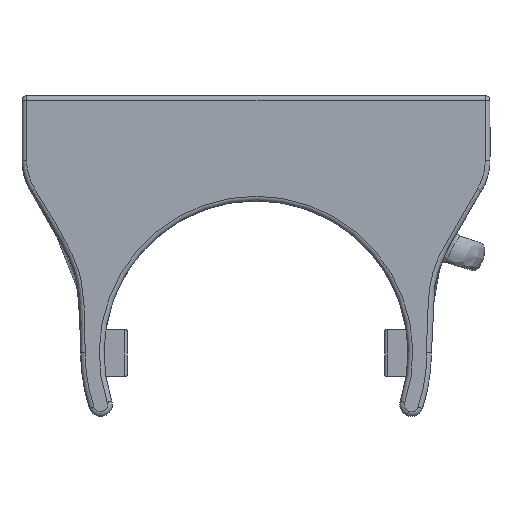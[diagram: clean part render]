
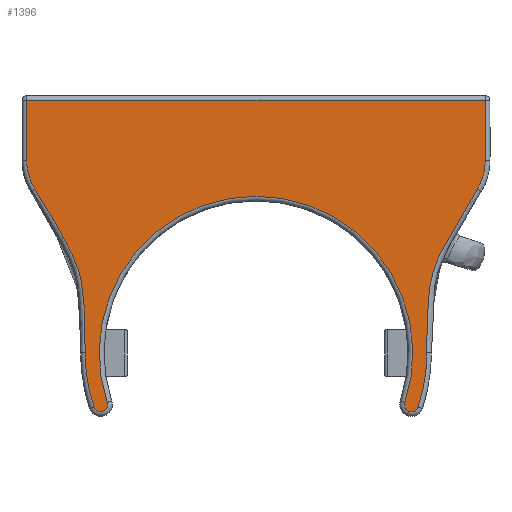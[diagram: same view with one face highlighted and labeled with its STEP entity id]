
A CAD part, front view. The second image highlights one B-rep face of the part: STEP entity #1396.
In plain terms, the highlighted planar face has unit normal (0, -1, 0).
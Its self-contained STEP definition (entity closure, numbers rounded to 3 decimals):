
#63=B_SPLINE_CURVE_WITH_KNOTS('',3,(#2773,#2774,#2775,#2776),
 .UNSPECIFIED.,.F.,.F.,(4,4),(0.,0.256),.UNSPECIFIED.);
#65=B_SPLINE_CURVE_WITH_KNOTS('',3,(#2828,#2829,#2830,#2831,#2832,#2833,
#2834,#2835),.UNSPECIFIED.,.F.,.F.,(4,1,1,1,1,4),(0.,0.215,
0.322,0.644,1.073,1.503),
 .UNSPECIFIED.);
#66=B_SPLINE_CURVE_WITH_KNOTS('',3,(#2908,#2909,#2910,#2911,#2912,#2913,
#2914),.UNSPECIFIED.,.F.,.F.,(4,1,1,1,4),(-1.502,-1.073,
-0.644,-0.429,0.),.UNSPECIFIED.);
#68=B_SPLINE_CURVE_WITH_KNOTS('',3,(#2942,#2943,#2944,#2945),
 .UNSPECIFIED.,.F.,.F.,(4,4),(0.,0.256),.UNSPECIFIED.);
#132=CIRCLE('',#1466,14.6);
#135=CIRCLE('',#1470,0.6);
#138=CIRCLE('',#1474,13.4);
#141=CIRCLE('',#1478,0.6);
#144=CIRCLE('',#1482,0.6);
#147=CIRCLE('',#1486,14.6);
#227=PLANE('',#1565);
#306=FACE_OUTER_BOUND('',#401,.T.);
#401=EDGE_LOOP('',(#1199,#1200,#1201,#1202,#1203,#1204,#1205,#1206,#1207,
#1208,#1209,#1210,#1211));
#458=LINE('',#2744,#514);
#460=LINE('',#2950,#516);
#481=LINE('',#3589,#537);
#514=VECTOR('',#1694,10.);
#516=VECTOR('',#1756,10.);
#537=VECTOR('',#1921,10.);
#579=VERTEX_POINT('',#2735);
#582=VERTEX_POINT('',#2742);
#584=VERTEX_POINT('',#2771);
#586=VERTEX_POINT('',#2826);
#588=VERTEX_POINT('',#2838);
#590=VERTEX_POINT('',#2844);
#592=VERTEX_POINT('',#2850);
#594=VERTEX_POINT('',#2856);
#596=VERTEX_POINT('',#2862);
#597=VERTEX_POINT('',#2867);
#598=VERTEX_POINT('',#2906);
#600=VERTEX_POINT('',#2940);
#602=VERTEX_POINT('',#2948);
#721=EDGE_CURVE('',#582,#579,#458,.T.);
#725=EDGE_CURVE('',#584,#582,#63,.T.);
#728=EDGE_CURVE('',#586,#584,#65,.T.);
#730=EDGE_CURVE('',#588,#586,#132,.T.);
#733=EDGE_CURVE('',#590,#588,#135,.T.);
#736=EDGE_CURVE('',#592,#590,#138,.T.);
#739=EDGE_CURVE('',#594,#592,#141,.T.);
#742=EDGE_CURVE('',#596,#594,#144,.T.);
#745=EDGE_CURVE('',#597,#596,#147,.T.);
#748=EDGE_CURVE('',#598,#597,#66,.T.);
#751=EDGE_CURVE('',#600,#598,#68,.T.);
#753=EDGE_CURVE('',#602,#600,#460,.T.);
#845=EDGE_CURVE('',#579,#602,#481,.T.);
#1199=ORIENTED_EDGE('',*,*,#753,.F.);
#1200=ORIENTED_EDGE('',*,*,#845,.F.);
#1201=ORIENTED_EDGE('',*,*,#721,.F.);
#1202=ORIENTED_EDGE('',*,*,#725,.F.);
#1203=ORIENTED_EDGE('',*,*,#728,.F.);
#1204=ORIENTED_EDGE('',*,*,#730,.F.);
#1205=ORIENTED_EDGE('',*,*,#733,.F.);
#1206=ORIENTED_EDGE('',*,*,#736,.F.);
#1207=ORIENTED_EDGE('',*,*,#739,.F.);
#1208=ORIENTED_EDGE('',*,*,#742,.F.);
#1209=ORIENTED_EDGE('',*,*,#745,.F.);
#1210=ORIENTED_EDGE('',*,*,#748,.F.);
#1211=ORIENTED_EDGE('',*,*,#751,.F.);
#1396=ADVANCED_FACE('',(#306),#227,.F.);
#1466=AXIS2_PLACEMENT_3D('',#2840,#1704,#1705);
#1470=AXIS2_PLACEMENT_3D('',#2846,#1712,#1713);
#1474=AXIS2_PLACEMENT_3D('',#2852,#1720,#1721);
#1478=AXIS2_PLACEMENT_3D('',#2858,#1728,#1729);
#1482=AXIS2_PLACEMENT_3D('',#2864,#1736,#1737);
#1486=AXIS2_PLACEMENT_3D('',#2869,#1744,#1745);
#1565=AXIS2_PLACEMENT_3D('',#3592,#1925,#1926);
#1694=DIRECTION('',(0.,0.,1.));
#1704=DIRECTION('center_axis',(0.,1.,0.));
#1705=DIRECTION('ref_axis',(-0.987,0.,-0.16));
#1712=DIRECTION('center_axis',(0.,1.,0.));
#1713=DIRECTION('ref_axis',(0.316,0.,-0.949));
#1720=DIRECTION('center_axis',(0.,-1.,0.));
#1721=DIRECTION('ref_axis',(0.,0.,1.));
#1728=DIRECTION('center_axis',(0.,1.,0.));
#1729=DIRECTION('ref_axis',(-0.91,0.,-0.415));
#1736=DIRECTION('center_axis',(0.,1.,0.));
#1737=DIRECTION('ref_axis',(0.415,0.,-0.91));
#1744=DIRECTION('center_axis',(0.,1.,0.));
#1745=DIRECTION('ref_axis',(0.987,0.,-0.16));
#1756=DIRECTION('',(0.,0.,-1.));
#1921=DIRECTION('',(1.,0.,0.));
#1925=DIRECTION('center_axis',(0.,1.,0.));
#1926=DIRECTION('ref_axis',(1.,0.,0.));
#2735=CARTESIAN_POINT('',(-19.6,0.,21.6));
#2742=CARTESIAN_POINT('',(-19.6,0.,16.433));
#2744=CARTESIAN_POINT('',(-19.6,0.,11.565));
#2771=CARTESIAN_POINT('',(-18.907,0.,14.005));
#2773=CARTESIAN_POINT('Ctrl Pts',(-18.907,0.,14.005));
#2774=CARTESIAN_POINT('Ctrl Pts',(-19.357,0.,14.729));
#2775=CARTESIAN_POINT('Ctrl Pts',(-19.6,0.,15.581));
#2776=CARTESIAN_POINT('Ctrl Pts',(-19.6,0.,16.433));
#2826=CARTESIAN_POINT('',(-14.6,0.,0.005));
#2828=CARTESIAN_POINT('Ctrl Pts',(-14.6,0.,0.005));
#2829=CARTESIAN_POINT('Ctrl Pts',(-14.6,0.,0.72));
#2830=CARTESIAN_POINT('Ctrl Pts',(-14.601,0.,1.791));
#2831=CARTESIAN_POINT('Ctrl Pts',(-14.669,0.,3.927));
#2832=CARTESIAN_POINT('Ctrl Pts',(-14.838,0.,6.828));
#2833=CARTESIAN_POINT('Ctrl Pts',(-16.651,0.,10.384));
#2834=CARTESIAN_POINT('Ctrl Pts',(-18.151,0.,12.79));
#2835=CARTESIAN_POINT('Ctrl Pts',(-18.907,0.,14.005));
#2838=CARTESIAN_POINT('',(-13.853,0.,-4.609));
#2840=CARTESIAN_POINT('Origin',(0.,0.,0.));
#2844=CARTESIAN_POINT('',(-12.715,0.,-4.231));
#2846=CARTESIAN_POINT('Origin',(-13.284,0.,-4.42));
#2850=CARTESIAN_POINT('',(12.715,0.,-4.231));
#2852=CARTESIAN_POINT('Origin',(0.,0.,0.));
#2856=CARTESIAN_POINT('',(13.054,0.,-4.974));
#2858=CARTESIAN_POINT('Origin',(13.284,0.,-4.42));
#2862=CARTESIAN_POINT('',(13.853,0.,-4.609));
#2864=CARTESIAN_POINT('Origin',(13.284,0.,-4.42));
#2867=CARTESIAN_POINT('',(14.6,0.,0.005));
#2869=CARTESIAN_POINT('Origin',(0.,0.,0.));
#2906=CARTESIAN_POINT('',(18.907,0.,14.005));
#2908=CARTESIAN_POINT('Ctrl Pts',(18.907,0.,
14.005));
#2909=CARTESIAN_POINT('Ctrl Pts',(18.151,0.,
12.79));
#2910=CARTESIAN_POINT('Ctrl Pts',(16.656,0.,
10.381));
#2911=CARTESIAN_POINT('Ctrl Pts',(14.994,0.,
7.154));
#2912=CARTESIAN_POINT('Ctrl Pts',(14.6,0.,
3.573));
#2913=CARTESIAN_POINT('Ctrl Pts',(14.6,0.,
1.436));
#2914=CARTESIAN_POINT('Ctrl Pts',(14.6,0.,
0.005));
#2940=CARTESIAN_POINT('',(19.6,0.,16.433));
#2942=CARTESIAN_POINT('Ctrl Pts',(19.6,0.,16.433));
#2943=CARTESIAN_POINT('Ctrl Pts',(19.6,0.,15.581));
#2944=CARTESIAN_POINT('Ctrl Pts',(19.357,0.,14.729));
#2945=CARTESIAN_POINT('Ctrl Pts',(18.907,0.,14.005));
#2948=CARTESIAN_POINT('',(19.6,0.,21.6));
#2950=CARTESIAN_POINT('',(19.6,0.,15.065));
#3589=CARTESIAN_POINT('',(-10.,0.,21.6));
#3592=CARTESIAN_POINT('Origin',(0.,0.,8.13));
